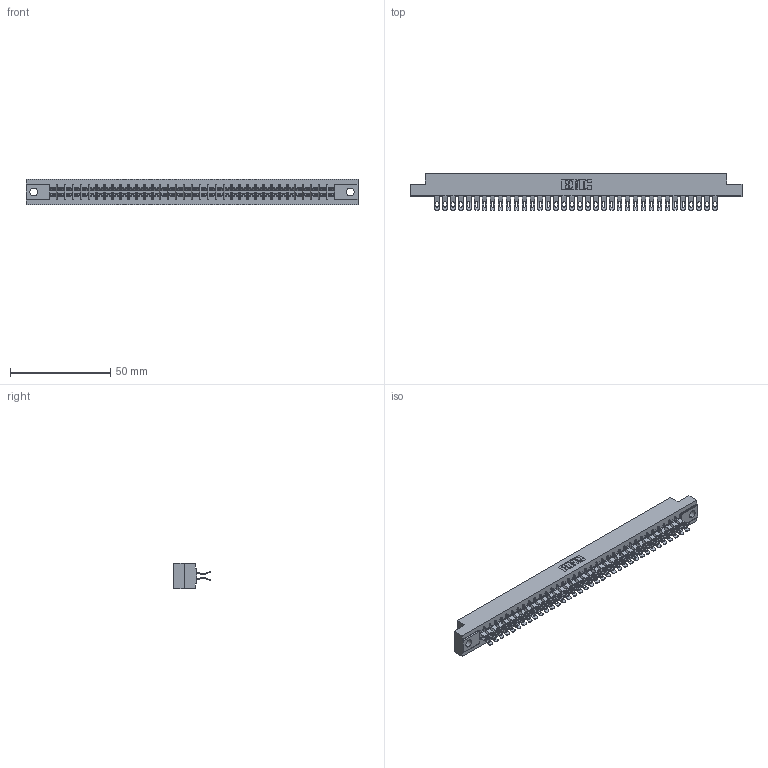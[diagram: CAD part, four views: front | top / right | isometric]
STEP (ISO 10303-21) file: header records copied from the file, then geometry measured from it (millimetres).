
FILE_DESCRIPTION (( 'STEP AP203' ), '1' );
FILE_NAME ('305-072-555-504.STEP', '2019-09-10T06:24:55', ( '' ), ( '' ), 'SwSTEP 2.0', 'SolidWorks 2016', '' );
FILE_SCHEMA (( 'CONFIG_CONTROL_DESIGN' ));
Length unit declared in the file: inch
Products named in the file (3): 305 Part_.156 Dia; 305-072-555-504; 305-290-001_555
Assembly tree (73 placements, depth 2):
  305-072-555-504
    305 Part_.156 Dia
    305-290-001_555  x72
Bounding box: 165.66 x 18.41 x 12.7 mm (x, y, z)
Volume: 16854.9 mm3; surface area: 23297.9 mm2
Topology: 73 solids, 73 shells, 4882 faces, 14572 edges, 9520 vertices
Faces by surface type: plane 2386, cylinder 2352, sphere 144
Entity records: 40751 total; most frequent: CARTESIAN_POINT 6766, ORIENTED_EDGE 6704, DIRECTION 6536, EDGE_CURVE 3352, VECTOR 2692, LINE 2692, VERTEX_POINT 2136, AXIS2_PLACEMENT_3D 1922
